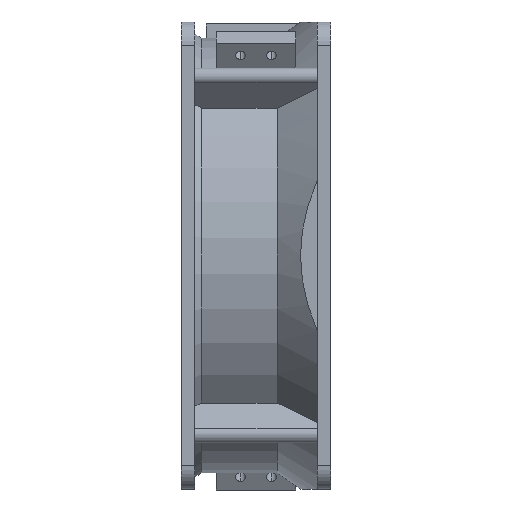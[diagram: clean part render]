
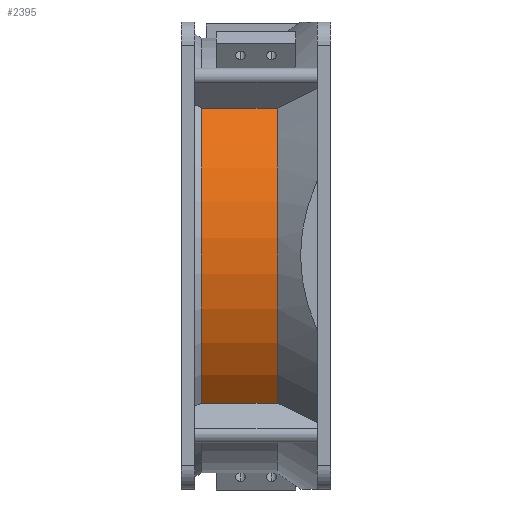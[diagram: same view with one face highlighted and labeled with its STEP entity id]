
A CAD part, left-side view. The second image highlights one B-rep face of the part: STEP entity #2395.
In plain terms, the highlighted cylindrical face has radius 55.335 mm (diameter 110.67 mm), a partial arc.
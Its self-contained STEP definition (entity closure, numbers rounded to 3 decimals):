
#2354=CARTESIAN_POINT('POINT159',(-40.618,
   32.901,-37.578));
#2355=VERTEX_POINT('VERTEX159',#2354);
#2356=CARTESIAN_POINT('POINT160',(-40.618,
   13.597,-37.578));
#2357=VERTEX_POINT('VERTEX160',#2356);
#2358=CARTESIAN_POINT('POS253',(-40.618,
   23.249,-37.578));
#2359=DIRECTION('DIR385',(0.,-1.,0.));
#2360=VECTOR('VEC121',#2359,1.);
#2361=LINE('STRAIGHT121',#2358,#2360);
#2362=EDGE_CURVE('EDGE230',#2355,#2357,#2361,.T.);
#2363=ORIENTED_EDGE('COEDGE394',*,*,#2362,.T.);
#2364=CARTESIAN_POINT('POINT161',(-40.618,
   13.597,37.578));
#2365=VERTEX_POINT('VERTEX161',#2364);
#2366=CARTESIAN_POINT('POS254',(0.,
   13.597,0.));
#2367=DIRECTION('DIR386',(0.,-1.,0.));
#2368=DIRECTION('DIR387',(0.,0.,
   1.));
#2369=AXIS2_PLACEMENT_3D('AXIS133',#2366,#2367,#2368);
#2370=CIRCLE('ELLIPSE71',#2369,55.335);
#2371=EDGE_CURVE('EDGE231',#2365,#2357,#2370,.T.);
#2372=ORIENTED_EDGE('COEDGE395',*,*,#2371,.F.);
#2373=CARTESIAN_POINT('POINT162',(-40.618,
   32.901,37.578));
#2374=VERTEX_POINT('VERTEX162',#2373);
#2375=CARTESIAN_POINT('POS255',(-40.618,
   23.249,37.578));
#2376=DIRECTION('DIR388',(0.,1.,0.));
#2377=VECTOR('VEC122',#2376,1.);
#2378=LINE('STRAIGHT122',#2375,#2377);
#2379=EDGE_CURVE('EDGE232',#2365,#2374,#2378,.T.);
#2380=ORIENTED_EDGE('COEDGE396',*,*,#2379,.T.);
#2381=CARTESIAN_POINT('POS256',(0.,
   32.901,0.));
#2382=DIRECTION('DIR389',(0.,-1.,0.));
#2383=DIRECTION('DIR390',(0.,0.,
   1.));
#2384=AXIS2_PLACEMENT_3D('AXIS134',#2381,#2382,#2383);
#2385=CIRCLE('ELLIPSE72',#2384,55.335);
#2386=EDGE_CURVE('EDGE233',#2374,#2355,#2385,.T.);
#2387=ORIENTED_EDGE('COEDGE397',*,*,#2386,.T.);
#2388=EDGE_LOOP('NONE',(#2363,#2372,#2380,#2387));
#2389=FACE_BOUND('LOOP1',#2388,.T.);
#2390=CARTESIAN_POINT('POS257',(0.,
   23.249,0.));
#2391=DIRECTION('DIR391',(0.,-1.,0.));
#2392=DIRECTION('DIR392',(0.,0.,
   1.));
#2393=AXIS2_PLACEMENT_3D('AXIS135',#2390,#2391,#2392);
#2394=CYLINDRICAL_SURFACE('CONE_SURF18',#2393,55.335);
#2395=ADVANCED_FACE('FACE78',(#2389),#2394,.T.);
